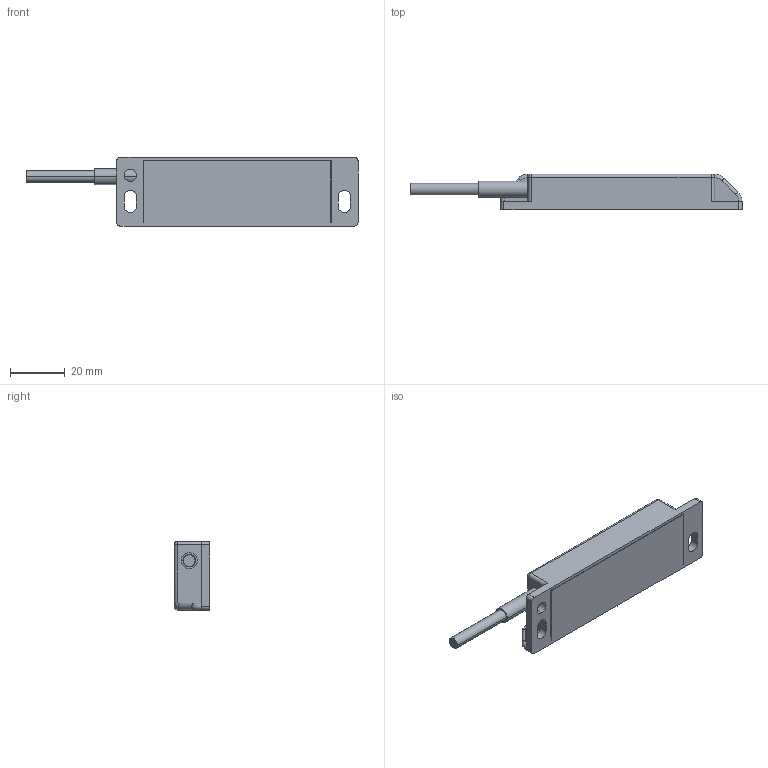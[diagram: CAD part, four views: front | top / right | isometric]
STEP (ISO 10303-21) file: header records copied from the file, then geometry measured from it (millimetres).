
FILE_DESCRIPTION((''),'2;1');
FILE_NAME('211845_ASM','2019-05-03T10:08:37',('pdmadmin'),('BANNER ENGINEERING'),'CREO PARAMETRIC BY PTC INC, 2018300','CREO PARAMETRIC BY PTC INC, 2018300','');
FILE_SCHEMA(('CONFIG_CONTROL_DESIGN'));
Length unit declared in the file: millimetre
Products named in the file (2): 807127; 211845_ASM
Assembly tree (1 placements, depth 2):
  211845_ASM
    807127
Bounding box: 121 x 13 x 25.2 mm (x, y, z)
Volume: 24357.1 mm3; surface area: 8521.5 mm2
Topology: 1 solids, 1 shells, 68 faces, 184 edges, 122 vertices
Faces by surface type: plane 34, cylinder 28, torus 4, sphere 2
Entity records: 2251 total; most frequent: DIRECTION 401, CARTESIAN_POINT 390, ORIENTED_EDGE 364, EDGE_CURVE 182, AXIS2_PLACEMENT_3D 150, VERTEX_POINT 122, VECTOR 101, LINE 101
